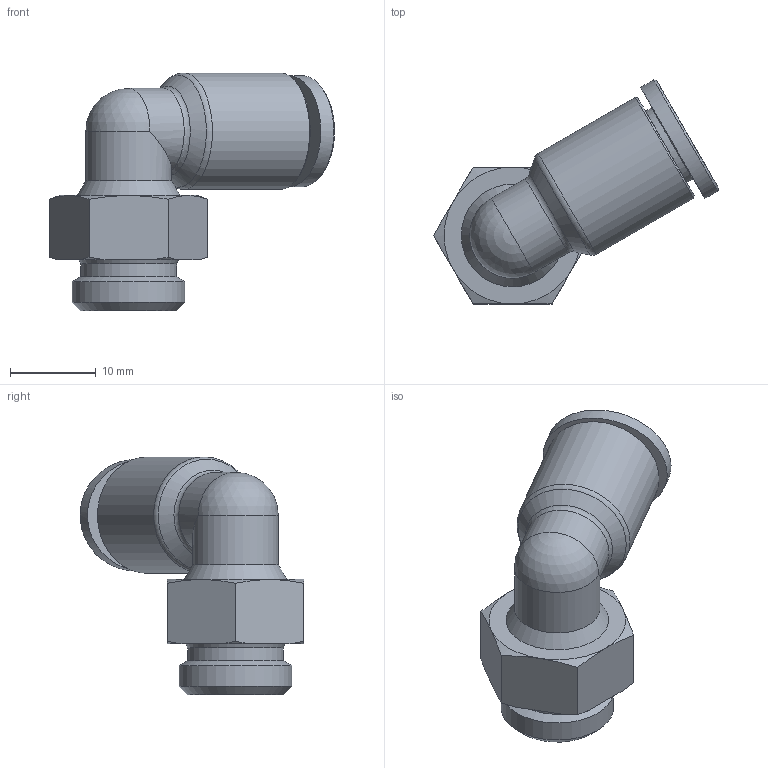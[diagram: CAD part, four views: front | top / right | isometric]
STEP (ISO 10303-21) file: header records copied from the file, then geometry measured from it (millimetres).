
FILE_DESCRIPTION(/* description */ ('Unknown'),/* implementation_level */ '2;1');
FILE_NAME(/* name */ 'P4G.08.1;4',/* time_stamp */ '2019-10-17T08:31:26-04:00',/* author */ ('Unknown'),/* organization */ ('Unknown'),/* preprocessor_version */ 'ST-DEVELOPER v16.7',/* originating_system */ 'DEX',/* authorisation */ $);
FILE_SCHEMA (('TECHNICAL_DATA_PACKAGING','AUTOMOTIVE_DESIGN {1 0 10303 214 3 1 1}'));
Length unit declared in the file: millimetre
Products named in the file (3): P4G.08.1;4; P4G.10.1;4
Assembly tree (2 placements, depth 2):
  P4G.08.1;4
    P4G.10.1;4
    P4G.08.1;4
Bounding box: 33.29 x 26.16 x 27.8 mm (x, y, z)
Volume: 4256 mm3; surface area: 3590.5 mm2
Topology: 2 solids, 2 shells, 416 faces, 1159 edges, 768 vertices
Faces by surface type: plane 349, cylinder 28, cone 22, bspline 14, torus 2, sphere 1
Full cylindrical faces by diameter (mm): 5.3 x1, 8 x1, 8.2 x1, 9.6 x1, 10 x1, 11.2 x1, 13.157 x1, 13.6 x1
Entity records: 16038 total; most frequent: CARTESIAN_POINT 2854, ORIENTED_EDGE 2254, DIRECTION 1949, EDGE_CURVE 1127, LINE 981, VECTOR 981, VERTEX_POINT 760, AXIS2_PLACEMENT_3D 484
